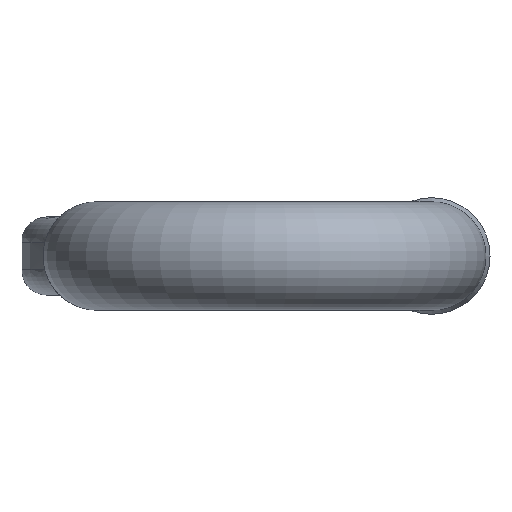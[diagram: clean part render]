
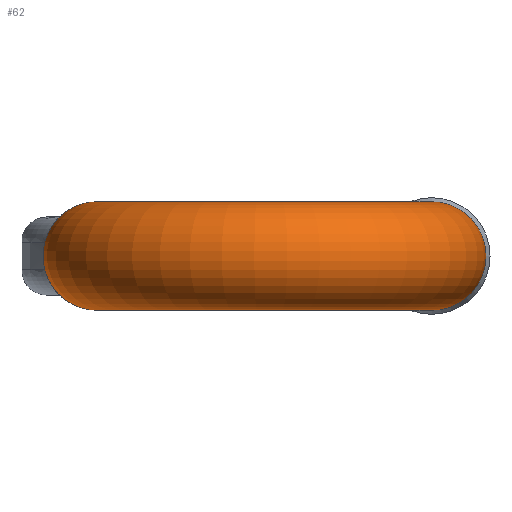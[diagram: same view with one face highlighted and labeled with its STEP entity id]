
A CAD part, front view. The second image highlights one B-rep face of the part: STEP entity #62.
In plain terms, the highlighted toroidal (fillet/blend) face has major radius 55.5 mm and minor radius 18 mm.
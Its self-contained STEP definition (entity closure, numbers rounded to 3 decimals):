
#42=TOROIDAL_SURFACE('',#513,55.5,18.);
#48=FACE_BOUND('',#124,.T.);
#49=FACE_BOUND('',#125,.T.);
#62=ADVANCED_FACE('',(#48,#49),#42,.T.);
#124=EDGE_LOOP('',(#234));
#125=EDGE_LOOP('',(#235,#236,#237,#238,#239,#240));
#157=CIRCLE('',#508,18.);
#158=CIRCLE('',#511,18.);
#159=CIRCLE('',#512,18.);
#234=ORIENTED_EDGE('',*,*,#424,.F.);
#235=ORIENTED_EDGE('',*,*,#425,.T.);
#236=ORIENTED_EDGE('',*,*,#426,.T.);
#237=ORIENTED_EDGE('',*,*,#427,.T.);
#238=ORIENTED_EDGE('',*,*,#428,.T.);
#239=ORIENTED_EDGE('',*,*,#429,.T.);
#240=ORIENTED_EDGE('',*,*,#418,.T.);
#368=VERTEX_POINT('',#775);
#369=VERTEX_POINT('',#777);
#374=VERTEX_POINT('',#814);
#375=VERTEX_POINT('',#819);
#376=VERTEX_POINT('',#824);
#377=VERTEX_POINT('',#826);
#378=VERTEX_POINT('',#831);
#418=EDGE_CURVE('',#369,#368,#157,.T.);
#424=EDGE_CURVE('',#374,#374,#158,.T.);
#425=EDGE_CURVE('',#368,#375,#484,.T.);
#426=EDGE_CURVE('',#375,#376,#485,.T.);
#427=EDGE_CURVE('',#376,#377,#159,.T.);
#428=EDGE_CURVE('',#377,#378,#486,.T.);
#429=EDGE_CURVE('',#378,#369,#487,.T.);
#484=B_SPLINE_CURVE_WITH_KNOTS('',3,(#815,#816,#817,#818),.UNSPECIFIED.,
.F.,.F.,(4,4),(0.,1.),.UNSPECIFIED.);
#485=B_SPLINE_CURVE_WITH_KNOTS('',3,(#820,#821,#822,#823),.UNSPECIFIED.,
.F.,.F.,(4,4),(0.,1.),.UNSPECIFIED.);
#486=B_SPLINE_CURVE_WITH_KNOTS('',3,(#827,#828,#829,#830),.UNSPECIFIED.,
.F.,.F.,(4,4),(0.,1.),.UNSPECIFIED.);
#487=B_SPLINE_CURVE_WITH_KNOTS('',3,(#832,#833,#834,#835),.UNSPECIFIED.,
.F.,.F.,(4,4),(0.,1.),.UNSPECIFIED.);
#508=AXIS2_PLACEMENT_3D('',#776,#571,#572);
#511=AXIS2_PLACEMENT_3D('',#813,#578,#579);
#512=AXIS2_PLACEMENT_3D('',#825,#580,#581);
#513=AXIS2_PLACEMENT_3D('',#836,#582,#583);
#571=DIRECTION('',(0.,-1.,0.));
#572=DIRECTION('',(0.,0.,1.));
#578=DIRECTION('',(0.,1.,0.));
#579=DIRECTION('',(0.,0.,1.));
#580=DIRECTION('',(0.,-1.,0.));
#581=DIRECTION('',(0.,0.,1.));
#582=DIRECTION('',(0.,0.,1.));
#583=DIRECTION('',(1.,0.,0.));
#775=CARTESIAN_POINT('',(-47.254,-47.5,16.));
#776=CARTESIAN_POINT('',(-55.5,-47.5,0.));
#777=CARTESIAN_POINT('',(-47.254,-47.5,-16.));
#813=CARTESIAN_POINT('',(55.5,-47.5,0.));
#814=CARTESIAN_POINT('',(55.5,-47.5,18.));
#815=CARTESIAN_POINT('',(-47.254,-47.5,16.));
#816=CARTESIAN_POINT('',(-49.649,-48.734,17.234));
#817=CARTESIAN_POINT('',(-52.492,-49.5,18.));
#818=CARTESIAN_POINT('',(-55.464,-49.5,18.));
#819=CARTESIAN_POINT('',(-55.464,-49.5,18.));
#820=CARTESIAN_POINT('',(-55.464,-49.5,18.));
#821=CARTESIAN_POINT('',(-58.459,-49.5,18.));
#822=CARTESIAN_POINT('',(-61.331,-48.745,17.245));
#823=CARTESIAN_POINT('',(-63.746,-47.5,16.));
#824=CARTESIAN_POINT('',(-63.746,-47.5,16.));
#825=CARTESIAN_POINT('',(-55.5,-47.5,0.));
#826=CARTESIAN_POINT('',(-63.746,-47.5,-16.));
#827=CARTESIAN_POINT('',(-63.746,-47.5,-16.));
#828=CARTESIAN_POINT('',(-61.332,-48.744,-17.244));
#829=CARTESIAN_POINT('',(-58.458,-49.5,-18.));
#830=CARTESIAN_POINT('',(-55.464,-49.5,-18.));
#831=CARTESIAN_POINT('',(-55.464,-49.5,-18.));
#832=CARTESIAN_POINT('',(-55.464,-49.5,-18.));
#833=CARTESIAN_POINT('',(-52.491,-49.5,-18.));
#834=CARTESIAN_POINT('',(-49.65,-48.735,-17.235));
#835=CARTESIAN_POINT('',(-47.254,-47.5,-16.));
#836=CARTESIAN_POINT('',(0.,-47.5,0.));
